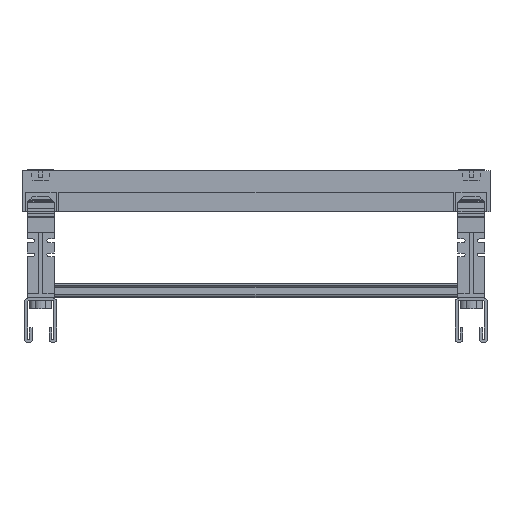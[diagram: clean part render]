
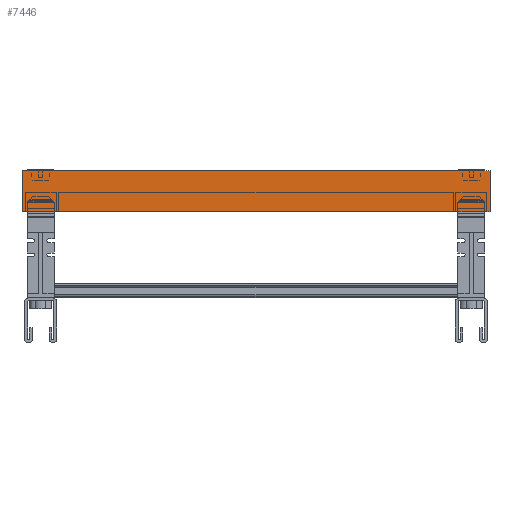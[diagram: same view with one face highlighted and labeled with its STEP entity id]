
A CAD part, front view. The second image highlights one B-rep face of the part: STEP entity #7446.
In plain terms, the highlighted planar face has unit normal (0, -1, 0).
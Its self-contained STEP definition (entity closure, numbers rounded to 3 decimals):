
#7446=ADVANCED_FACE('',(#19337),#19338,.F.);
#19337=FACE_OUTER_BOUND('',#37115,.T.);
#19338=PLANE('',#37116);
#37115=EDGE_LOOP('',(#56284,#56285,#56286,#56287));
#37116=AXIS2_PLACEMENT_3D('',#56288,#56289,#56290);
#56284=ORIENTED_EDGE('',*,*,#109264,.T.);
#56285=ORIENTED_EDGE('',*,*,#109265,.T.);
#56286=ORIENTED_EDGE('',*,*,#109266,.T.);
#56287=ORIENTED_EDGE('',*,*,#108442,.T.);
#56288=CARTESIAN_POINT('',(125.0,0.0,81.001));
#56289=DIRECTION('',(-0.0,1.0,0.0));
#56290=DIRECTION('',(1.0,0.0,0.0));
#108442=EDGE_CURVE('',#130018,#130016,#130019,.T.);
#109264=EDGE_CURVE('',#130016,#131226,#131227,.T.);
#109265=EDGE_CURVE('',#131226,#131228,#131229,.T.);
#109266=EDGE_CURVE('',#131228,#130018,#131230,.T.);
#130016=VERTEX_POINT('',#161997);
#130018=VERTEX_POINT('',#162000);
#130019=LINE('',#162001,#162002);
#131226=VERTEX_POINT('',#163704);
#131227=LINE('',#163705,#163706);
#131228=VERTEX_POINT('',#163707);
#131229=LINE('',#163708,#163709);
#131230=LINE('',#163710,#163711);
#161997=CARTESIAN_POINT('',(250.0,0.0,70.001));
#162000=CARTESIAN_POINT('',(0.0,0.0,70.001));
#162001=CARTESIAN_POINT('',(125.0,0.0,70.001));
#162002=VECTOR('',#206791,1.0);
#163704=CARTESIAN_POINT('',(250.0,0.0,92.001));
#163705=CARTESIAN_POINT('',(250.0,0.0,81.001));
#163706=VECTOR('',#207681,1.0);
#163707=CARTESIAN_POINT('',(0.0,0.0,92.001));
#163708=CARTESIAN_POINT('',(125.0,0.0,92.001));
#163709=VECTOR('',#207682,1.0);
#163710=CARTESIAN_POINT('',(0.0,0.0,81.001));
#163711=VECTOR('',#207683,1.0);
#206791=DIRECTION('',(1.0,0.0,0.0));
#207681=DIRECTION('',(0.0,0.0,1.0));
#207682=DIRECTION('',(-1.0,0.0,0.0));
#207683=DIRECTION('',(0.0,0.0,-1.0));
